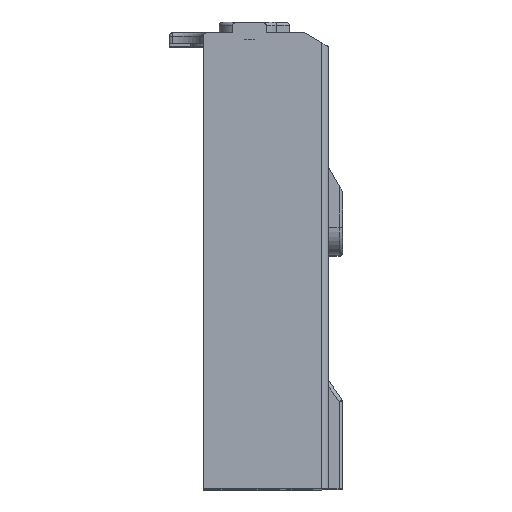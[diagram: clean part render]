
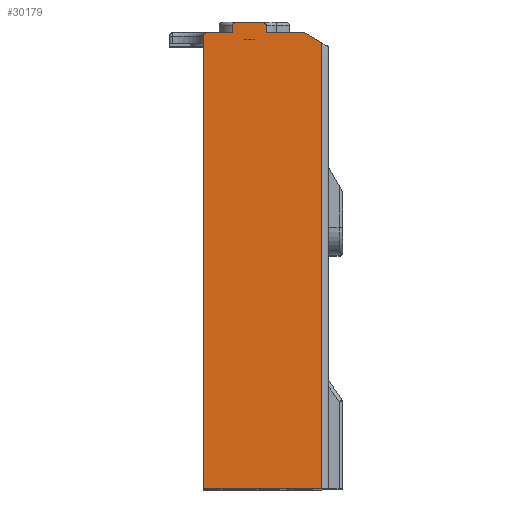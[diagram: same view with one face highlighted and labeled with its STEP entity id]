
A CAD part, top view. The second image highlights one B-rep face of the part: STEP entity #30179.
In plain terms, the highlighted planar face has unit normal (0, 0, 1).
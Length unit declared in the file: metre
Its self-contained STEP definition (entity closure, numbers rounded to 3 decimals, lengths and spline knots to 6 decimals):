
#790=DIRECTION('',(-1.,0.,0.));
#791=VECTOR('',#790,0.016707);
#792=CARTESIAN_POINT('',(0.0925,-0.0225,0.0713));
#793=LINE('',#792,#791);
#8243=DIRECTION('',(0.,-1.,0.));
#8244=VECTOR('',#8243,0.063077);
#8245=CARTESIAN_POINT('',(0.0925,0.040577,0.0713));
#8246=LINE('',#8245,#8244);
#8251=DIRECTION('',(-1.,0.,0.));
#8252=VECTOR('',#8251,0.003595);
#8253=CARTESIAN_POINT('',(0.079889,0.042,0.0713));
#8254=LINE('',#8253,#8252);
#8255=DIRECTION('',(-1.,0.,0.));
#8256=VECTOR('',#8255,0.005325);
#8257=CARTESIAN_POINT('',(0.090036,0.042,0.0713));
#8258=LINE('',#8257,#8256);
#8259=DIRECTION('',(-0.866,0.5,0.));
#8260=VECTOR('',#8259,0.002845);
#8261=CARTESIAN_POINT('',(0.0925,0.040577,0.0713));
#8262=LINE('',#8261,#8260);
#8263=DIRECTION('',(0.,1.,0.));
#8264=VECTOR('',#8263,0.063);
#8265=CARTESIAN_POINT('',(0.075793,-0.0225,0.0713));
#8266=LINE('',#8265,#8264);
#8758=DIRECTION('',(0.,1.,0.));
#8759=VECTOR('',#8758,0.001);
#8760=CARTESIAN_POINT('',(0.075793,0.0405,0.0713));
#8761=LINE('',#8760,#8759);
#8762=CARTESIAN_POINT('',(0.075793,0.0415,0.0713));
#8763=CARTESIAN_POINT('',(0.075793,0.041595,0.0713));
#8764=CARTESIAN_POINT('',(0.07584,0.041759,0.0713));
#8765=CARTESIAN_POINT('',(0.076036,0.041954,0.0713));
#8766=CARTESIAN_POINT('',(0.0762,0.042,0.0713));
#8767=CARTESIAN_POINT('',(0.076294,0.042,0.0713));
#8943=CARTESIAN_POINT('',(0.079889,0.043,0.0713));
#8944=CARTESIAN_POINT('',(0.079889,0.043072,0.0713));
#8945=CARTESIAN_POINT('',(0.079939,0.043198,0.0713));
#8946=CARTESIAN_POINT('',(0.080124,0.04335,0.0713));
#8947=CARTESIAN_POINT('',(0.080277,0.043409,0.0713));
#8948=CARTESIAN_POINT('',(0.080364,0.043433,0.0713));
#8971=DIRECTION('',(1.,0.,0.));
#8972=VECTOR('',#8971,0.003873);
#8973=CARTESIAN_POINT('',(0.080364,0.043433,0.0713));
#8974=LINE('',#8973,#8972);
#8986=CARTESIAN_POINT('',(0.084236,0.043433,0.0713));
#8987=CARTESIAN_POINT('',(0.084323,0.043409,0.0713));
#8988=CARTESIAN_POINT('',(0.084476,0.04335,0.0713));
#8989=CARTESIAN_POINT('',(0.084661,0.043198,0.0713));
#8990=CARTESIAN_POINT('',(0.084711,0.043072,0.0713));
#8991=CARTESIAN_POINT('',(0.084711,0.043,0.0713));
#9021=DIRECTION('',(0.,-1.,0.));
#9022=VECTOR('',#9021,0.001);
#9023=CARTESIAN_POINT('',(0.084711,0.043,0.0713));
#9024=LINE('',#9023,#9022);
#9082=DIRECTION('',(0.,1.,0.));
#9083=VECTOR('',#9082,0.001);
#9084=CARTESIAN_POINT('',(0.079889,0.042,0.0713));
#9085=LINE('',#9084,#9083);
#12810=CARTESIAN_POINT('',(0.090036,0.042,0.0713));
#12811=VERTEX_POINT('',#12810);
#12812=CARTESIAN_POINT('',(0.084711,0.042,0.0713));
#12813=VERTEX_POINT('',#12812);
#12826=CARTESIAN_POINT('',(0.079889,0.042,0.0713));
#12827=VERTEX_POINT('',#12826);
#12828=CARTESIAN_POINT('',(0.076294,0.042,0.0713));
#12829=VERTEX_POINT('',#12828);
#13588=CARTESIAN_POINT('',(0.0925,0.040577,0.0713));
#13589=CARTESIAN_POINT('',(0.0925,-0.0225,0.0713));
#13590=VERTEX_POINT('',#13588);
#13591=VERTEX_POINT('',#13589);
#13592=CARTESIAN_POINT('',(0.075793,-0.0225,0.0713));
#13593=VERTEX_POINT('',#13592);
#13594=CARTESIAN_POINT('',(0.075793,0.0405,0.0713));
#13595=VERTEX_POINT('',#13594);
#13596=CARTESIAN_POINT('',(0.075793,0.0415,0.0713));
#13597=VERTEX_POINT('',#13596);
#13598=CARTESIAN_POINT('',(0.079889,0.043,0.0713));
#13599=VERTEX_POINT('',#13598);
#13600=VERTEX_POINT('',#8948);
#13601=CARTESIAN_POINT('',(0.084236,0.043433,0.0713));
#13602=VERTEX_POINT('',#13601);
#13603=VERTEX_POINT('',#8991);
#30150=CARTESIAN_POINT('',(0.075793,-0.0225,0.0713));
#30151=DIRECTION('',(0.,0.,-1.));
#30152=DIRECTION('',(1.,0.,0.));
#30153=AXIS2_PLACEMENT_3D('',#30150,#30151,#30152);
#30154=PLANE('',#30153);
#30155=ORIENTED_EDGE('',*,*,#30135,.T.);
#30156=ORIENTED_EDGE('',*,*,#17499,.T.);
#30158=ORIENTED_EDGE('',*,*,#30157,.T.);
#30160=ORIENTED_EDGE('',*,*,#30159,.T.);
#30162=ORIENTED_EDGE('',*,*,#30161,.T.);
#30163=ORIENTED_EDGE('',*,*,#16723,.F.);
#30165=ORIENTED_EDGE('',*,*,#30164,.T.);
#30167=ORIENTED_EDGE('',*,*,#30166,.T.);
#30169=ORIENTED_EDGE('',*,*,#30168,.T.);
#30171=ORIENTED_EDGE('',*,*,#30170,.T.);
#30173=ORIENTED_EDGE('',*,*,#30172,.T.);
#30174=ORIENTED_EDGE('',*,*,#16707,.F.);
#30176=ORIENTED_EDGE('',*,*,#30175,.F.);
#30177=EDGE_LOOP('',(#30155,#30156,#30158,#30160,#30162,#30163,#30165,#30167,
#30169,#30171,#30173,#30174,#30176));
#30178=FACE_OUTER_BOUND('',#30177,.F.);
#30179=ADVANCED_FACE('',(#30178),#30154,.F.);
#8768=B_SPLINE_CURVE_WITH_KNOTS('',3,(#8762,#8763,#8764,#8765,#8766,#8767),
.UNSPECIFIED.,.F.,.F.,(4,1,1,4),(0.,0.333333,0.666667,1.),
.UNSPECIFIED.);
#8949=B_SPLINE_CURVE_WITH_KNOTS('',3,(#8943,#8944,#8945,#8946,#8947,#8948),
.UNSPECIFIED.,.F.,.F.,(4,1,1,4),(0.,0.333333,0.666667,1.),
.UNSPECIFIED.);
#8992=B_SPLINE_CURVE_WITH_KNOTS('',3,(#8986,#8987,#8988,#8989,#8990,#8991),
.UNSPECIFIED.,.F.,.F.,(4,1,1,4),(0.,0.333333,0.666667,1.),
.UNSPECIFIED.);
#16707=EDGE_CURVE('',#12811,#12813,#8258,.T.);
#16723=EDGE_CURVE('',#12827,#12829,#8254,.T.);
#17499=EDGE_CURVE('',#13591,#13593,#793,.T.);
#30135=EDGE_CURVE('',#13590,#13591,#8246,.T.);
#30157=EDGE_CURVE('',#13593,#13595,#8266,.T.);
#30159=EDGE_CURVE('',#13595,#13597,#8761,.T.);
#30161=EDGE_CURVE('',#13597,#12829,#8768,.T.);
#30164=EDGE_CURVE('',#12827,#13599,#9085,.T.);
#30166=EDGE_CURVE('',#13599,#13600,#8949,.T.);
#30168=EDGE_CURVE('',#13600,#13602,#8974,.T.);
#30170=EDGE_CURVE('',#13602,#13603,#8992,.T.);
#30172=EDGE_CURVE('',#13603,#12813,#9024,.T.);
#30175=EDGE_CURVE('',#13590,#12811,#8262,.T.);
